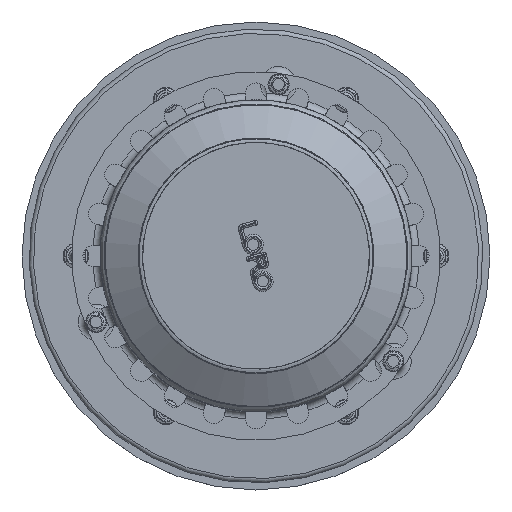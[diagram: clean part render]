
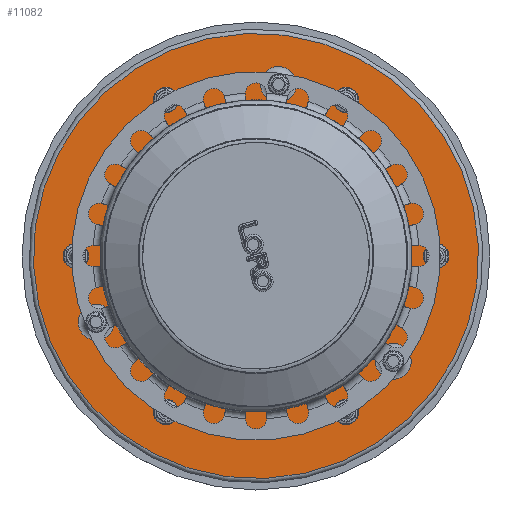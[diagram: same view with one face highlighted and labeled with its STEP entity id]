
A CAD part, top view. The second image highlights one B-rep face of the part: STEP entity #11082.
In plain terms, the highlighted planar face has unit normal (0, 0, 1).
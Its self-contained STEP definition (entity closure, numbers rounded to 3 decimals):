
#570=FACE_BOUND('',#1893,.T.);
#571=FACE_BOUND('',#1894,.T.);
#572=FACE_BOUND('',#1895,.T.);
#573=FACE_BOUND('',#1896,.T.);
#574=FACE_BOUND('',#1897,.T.);
#575=FACE_BOUND('',#1898,.T.);
#576=FACE_BOUND('',#1899,.T.);
#577=FACE_BOUND('',#1900,.T.);
#578=FACE_BOUND('',#1901,.T.);
#579=FACE_BOUND('',#1902,.T.);
#819=PLANE('',#12038);
#1163=FACE_OUTER_BOUND('',#1892,.T.);
#1892=EDGE_LOOP('',(#8001));
#1893=EDGE_LOOP('',(#8002));
#1894=EDGE_LOOP('',(#8003));
#1895=EDGE_LOOP('',(#8004));
#1896=EDGE_LOOP('',(#8005));
#1897=EDGE_LOOP('',(#8006));
#1898=EDGE_LOOP('',(#8007));
#1899=EDGE_LOOP('',(#8008));
#1900=EDGE_LOOP('',(#8009));
#1901=EDGE_LOOP('',(#8010));
#1902=EDGE_LOOP('',(#8011));
#3907=CIRCLE('',#11965,7.);
#3909=CIRCLE('',#11968,7.);
#3911=CIRCLE('',#11971,7.);
#3913=CIRCLE('',#11974,7.);
#3915=CIRCLE('',#11977,7.);
#3917=CIRCLE('',#11980,7.);
#3948=CIRCLE('',#12039,157.);
#3949=CIRCLE('',#12040,97.);
#3950=CIRCLE('',#12041,12.658);
#3951=CIRCLE('',#12042,12.658);
#3952=CIRCLE('',#12043,12.658);
#4670=VERTEX_POINT('',#17374);
#4672=VERTEX_POINT('',#17380);
#4674=VERTEX_POINT('',#17386);
#4676=VERTEX_POINT('',#17392);
#4678=VERTEX_POINT('',#17398);
#4680=VERTEX_POINT('',#17404);
#4711=VERTEX_POINT('',#17510);
#4712=VERTEX_POINT('',#17512);
#4713=VERTEX_POINT('',#17514);
#4714=VERTEX_POINT('',#17516);
#4715=VERTEX_POINT('',#17518);
#5863=EDGE_CURVE('',#4670,#4670,#3907,.T.);
#5866=EDGE_CURVE('',#4672,#4672,#3909,.T.);
#5869=EDGE_CURVE('',#4674,#4674,#3911,.T.);
#5872=EDGE_CURVE('',#4676,#4676,#3913,.T.);
#5875=EDGE_CURVE('',#4678,#4678,#3915,.T.);
#5878=EDGE_CURVE('',#4680,#4680,#3917,.T.);
#5924=EDGE_CURVE('',#4711,#4711,#3948,.T.);
#5925=EDGE_CURVE('',#4712,#4712,#3949,.T.);
#5926=EDGE_CURVE('',#4713,#4713,#3950,.T.);
#5927=EDGE_CURVE('',#4714,#4714,#3951,.T.);
#5928=EDGE_CURVE('',#4715,#4715,#3952,.T.);
#8001=ORIENTED_EDGE('',*,*,#5924,.F.);
#8002=ORIENTED_EDGE('',*,*,#5863,.T.);
#8003=ORIENTED_EDGE('',*,*,#5866,.T.);
#8004=ORIENTED_EDGE('',*,*,#5869,.T.);
#8005=ORIENTED_EDGE('',*,*,#5872,.T.);
#8006=ORIENTED_EDGE('',*,*,#5875,.T.);
#8007=ORIENTED_EDGE('',*,*,#5878,.T.);
#8008=ORIENTED_EDGE('',*,*,#5925,.T.);
#8009=ORIENTED_EDGE('',*,*,#5926,.T.);
#8010=ORIENTED_EDGE('',*,*,#5927,.T.);
#8011=ORIENTED_EDGE('',*,*,#5928,.T.);
#11082=ADVANCED_FACE('',(#1163,#570,#571,#572,#573,#574,#575,#576,#577,
#578,#579),#819,.T.);
#11965=AXIS2_PLACEMENT_3D('',#17376,#13961,#13962);
#11968=AXIS2_PLACEMENT_3D('',#17382,#13968,#13969);
#11971=AXIS2_PLACEMENT_3D('',#17388,#13975,#13976);
#11974=AXIS2_PLACEMENT_3D('',#17394,#13982,#13983);
#11977=AXIS2_PLACEMENT_3D('',#17400,#13989,#13990);
#11980=AXIS2_PLACEMENT_3D('',#17406,#13996,#13997);
#12038=AXIS2_PLACEMENT_3D('',#17509,#14127,#14128);
#12039=AXIS2_PLACEMENT_3D('',#17511,#14129,#14130);
#12040=AXIS2_PLACEMENT_3D('',#17513,#14131,#14132);
#12041=AXIS2_PLACEMENT_3D('',#17515,#14133,#14134);
#12042=AXIS2_PLACEMENT_3D('',#17517,#14135,#14136);
#12043=AXIS2_PLACEMENT_3D('',#17519,#14137,#14138);
#13961=DIRECTION('center_axis',(0.,0.,
-1.));
#13962=DIRECTION('ref_axis',(-0.793,0.609,0.));
#13968=DIRECTION('center_axis',(0.,0.,
-1.));
#13969=DIRECTION('ref_axis',(0.793,-0.609,0.));
#13975=DIRECTION('center_axis',(0.,0.,
-1.));
#13976=DIRECTION('ref_axis',(-0.793,0.609,0.));
#13982=DIRECTION('center_axis',(0.,0.,
-1.));
#13983=DIRECTION('ref_axis',(0.793,-0.609,0.));
#13989=DIRECTION('center_axis',(0.,0.,
-1.));
#13990=DIRECTION('ref_axis',(-0.793,0.609,0.));
#13996=DIRECTION('center_axis',(0.,0.,
-1.));
#13997=DIRECTION('ref_axis',(-0.793,0.609,0.));
#14127=DIRECTION('center_axis',(0.,0.,
1.));
#14128=DIRECTION('ref_axis',(-0.609,-0.793,0.));
#14129=DIRECTION('center_axis',(0.,0.,
-1.));
#14130=DIRECTION('ref_axis',(0.793,-0.609,0.));
#14131=DIRECTION('center_axis',(0.,0.,
-1.));
#14132=DIRECTION('ref_axis',(0.793,-0.609,0.));
#14133=DIRECTION('center_axis',(0.,0.,
-1.));
#14134=DIRECTION('ref_axis',(0.793,-0.609,0.));
#14135=DIRECTION('center_axis',(0.,0.,
-1.));
#14136=DIRECTION('ref_axis',(-0.924,-0.383,0.));
#14137=DIRECTION('center_axis',(0.,0.,
-1.));
#14138=DIRECTION('ref_axis',(0.131,0.991,0.));
#17374=CARTESIAN_POINT('',(2762.103,2106.897,74.303));
#17376=CARTESIAN_POINT('Origin',(2756.55,2111.159,74.303));
#17380=CARTESIAN_POINT('',(2877.996,1895.45,74.303));
#17382=CARTESIAN_POINT('Origin',(2883.55,1891.188,74.303));
#17386=CARTESIAN_POINT('',(2889.103,2106.897,74.303));
#17388=CARTESIAN_POINT('Origin',(2883.55,2111.159,74.303));
#17392=CARTESIAN_POINT('',(2941.496,2005.435,74.303));
#17394=CARTESIAN_POINT('Origin',(2947.05,2001.174,74.303));
#17398=CARTESIAN_POINT('',(2762.103,1886.927,74.303));
#17400=CARTESIAN_POINT('Origin',(2756.55,1891.188,74.303));
#17404=CARTESIAN_POINT('',(2698.603,1996.912,74.303));
#17406=CARTESIAN_POINT('Origin',(2693.05,2001.174,74.303));
#17509=CARTESIAN_POINT('Origin',(2695.493,2096.749,74.303));
#17510=CARTESIAN_POINT('',(2724.474,1876.617,74.303));
#17511=CARTESIAN_POINT('Origin',(2820.05,2001.174,74.303));
#17512=CARTESIAN_POINT('',(2761.,1924.218,74.303));
#17513=CARTESIAN_POINT('Origin',(2820.05,2001.174,74.303));
#17514=CARTESIAN_POINT('',(2909.133,1916.863,74.303));
#17515=CARTESIAN_POINT('Origin',(2916.839,1926.905,74.303));
#17516=CARTESIAN_POINT('',(2702.492,1966.181,74.303));
#17517=CARTESIAN_POINT('Origin',(2707.336,1954.486,74.303));
#17518=CARTESIAN_POINT('',(2848.523,2120.478,74.303));
#17519=CARTESIAN_POINT('Origin',(2835.974,2122.13,74.303));
